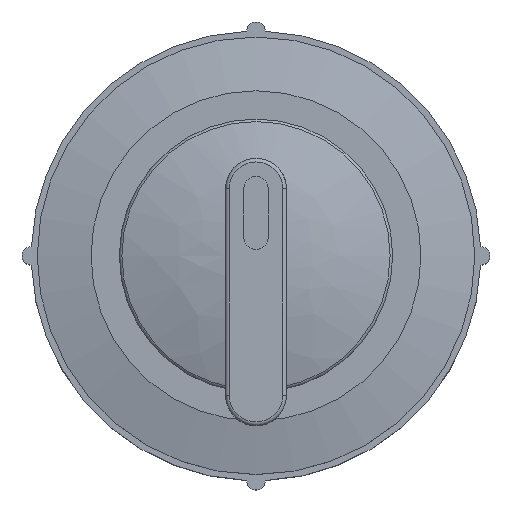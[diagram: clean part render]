
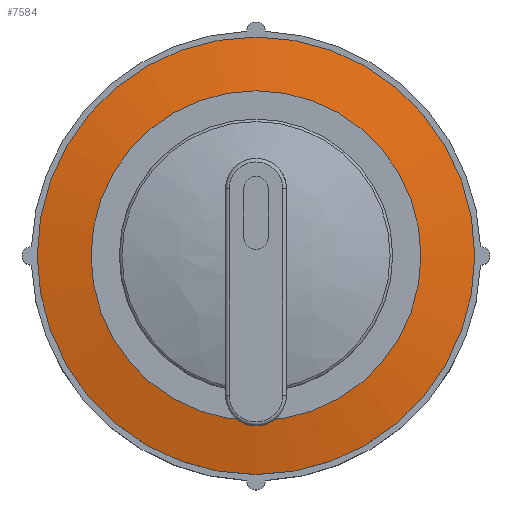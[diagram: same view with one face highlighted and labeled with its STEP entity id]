
A CAD part, top view. The second image highlights one B-rep face of the part: STEP entity #7584.
In plain terms, the highlighted conical face has half-angle 78.5 degrees and reference radius 15.788 mm.
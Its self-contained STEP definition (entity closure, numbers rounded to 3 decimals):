
#256=CONICAL_SURFACE('',#8168,15.788,78.5);
#305=FACE_BOUND('',#2512,.T.);
#472=CIRCLE('',#8169,18.);
#473=CIRCLE('',#8170,13.576);
#2069=FACE_OUTER_BOUND('',#2511,.T.);
#2511=EDGE_LOOP('',(#5703));
#2512=EDGE_LOOP('',(#5704));
#3434=VERTEX_POINT('',#22709);
#3435=VERTEX_POINT('',#22711);
#4326=EDGE_CURVE('',#3434,#3434,#472,.T.);
#4327=EDGE_CURVE('',#3435,#3435,#473,.T.);
#5703=ORIENTED_EDGE('',*,*,#4326,.F.);
#5704=ORIENTED_EDGE('',*,*,#4327,.T.);
#7584=ADVANCED_FACE('',(#2069,#305),#256,.T.);
#8168=AXIS2_PLACEMENT_3D('',#22708,#9361,#9362);
#8169=AXIS2_PLACEMENT_3D('',#22710,#9363,#9364);
#8170=AXIS2_PLACEMENT_3D('',#22712,#9365,#9366);
#9361=DIRECTION('center_axis',(0.,0.,-1.));
#9362=DIRECTION('ref_axis',(0.,-1.,0.));
#9363=DIRECTION('center_axis',(0.,0.,-1.));
#9364=DIRECTION('ref_axis',(0.,-1.,0.));
#9365=DIRECTION('center_axis',(0.,0.,-1.));
#9366=DIRECTION('ref_axis',(0.,-1.,0.));
#22708=CARTESIAN_POINT('Origin',(0.,0.,14.725));
#22709=CARTESIAN_POINT('',(0.,18.,14.275));
#22710=CARTESIAN_POINT('Origin',(0.,0.,14.275));
#22711=CARTESIAN_POINT('',(0.,13.576,15.175));
#22712=CARTESIAN_POINT('Origin',(0.,0.,15.175));
